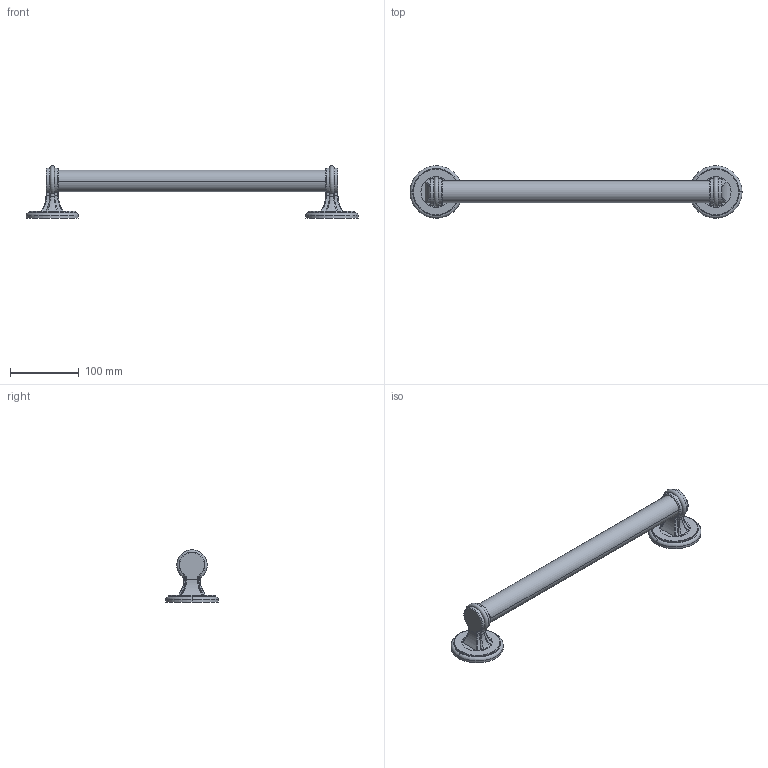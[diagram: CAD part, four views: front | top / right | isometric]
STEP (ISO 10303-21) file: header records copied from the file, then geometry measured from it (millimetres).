
FILE_DESCRIPTION((''),'2;1');
FILE_NAME('2761_WEB','2010-09-08T',('project'),(''),'PRO/ENGINEER BY PARAMETRIC TECHNOLOGY CORPORATION, 2009300','PRO/ENGINEER BY PARAMETRIC TECHNOLOGY CORPORATION, 2009300','');
FILE_SCHEMA(('CONFIG_CONTROL_DESIGN'));
Length unit declared in the file: inch
Products named in the file (1): 2761_WEB
Bounding box: 482.6 x 76.2 x 76.12 mm (x, y, z)
Surface area: 88151.1 mm2 (no closed solid volume)
Topology: 0 solids, 9 shells, 108 faces, 258 edges, 152 vertices
Faces by surface type: bspline 40, cylinder 34, plane 20, torus 14
Entity records: 5228 total; most frequent: CARTESIAN_POINT 3110, ORIENTED_EDGE 432, DIRECTION 334, EDGE_CURVE 258, VERTEX_POINT 152, AXIS2_PLACEMENT_3D 128, B_SPLINE_CURVE_WITH_KNOTS 120, EDGE_LOOP 108
